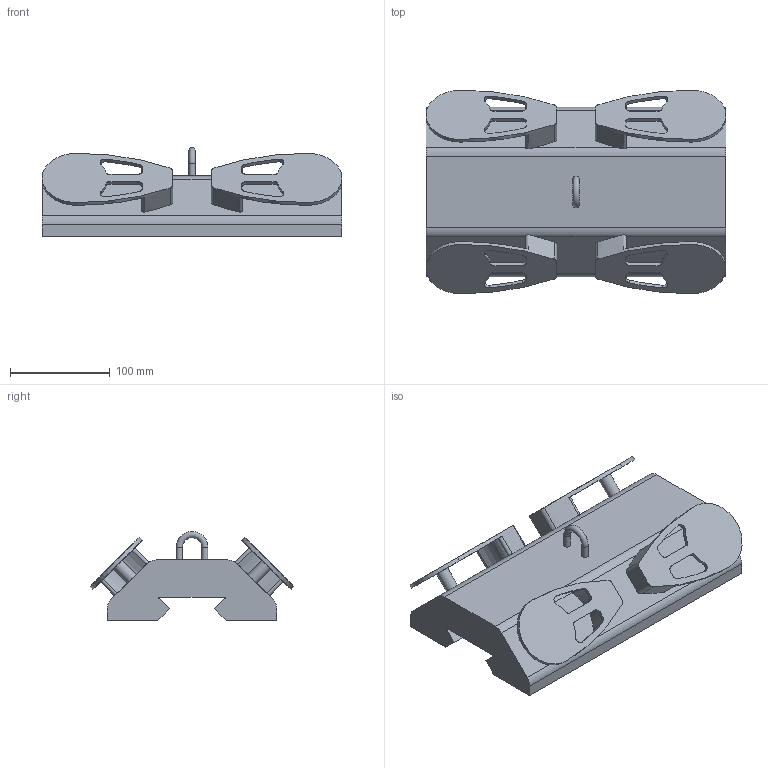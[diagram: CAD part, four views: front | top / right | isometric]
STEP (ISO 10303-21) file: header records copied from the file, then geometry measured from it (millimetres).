
FILE_DESCRIPTION( ( '' ), ' ' );
FILE_NAME( '5bfb58bbf3acd315057f23dd.step', '2018-11-26T02:21:47', ( '' ), ( '' ), ' ', ' ', ' ' );
FILE_SCHEMA( ( 'AUTOMOTIVE_DESIGN { 1 0 10303 214 1 1 1 1 }' ) );
Length unit declared in the file: metre
Products named in the file (1): Traveler Car
Bounding box: 300.57 x 204.03 x 89.24 mm (x, y, z)
Volume: 2304141.8 mm3; surface area: 217263.5 mm2
Topology: 1 solids, 1 shells, 139 faces, 406 edges, 269 vertices
Faces by surface type: cylinder 92, plane 46, torus 1
Full cylindrical faces by diameter (mm): 6.35 x2, 12.7 x4
Entity records: 5804 total; most frequent: DIRECTION 874, CARTESIAN_POINT 799, ORIENTED_EDGE 788, EDGE_CURVE 394, AXIS2_PLACEMENT_3D 340, VERTEX_POINT 265, CIRCLE 200, LINE 194
